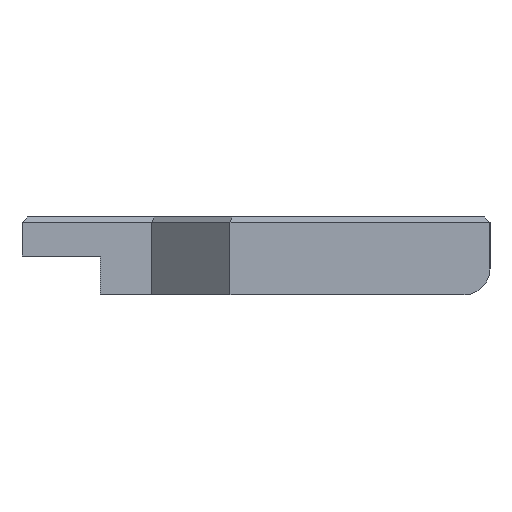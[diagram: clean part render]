
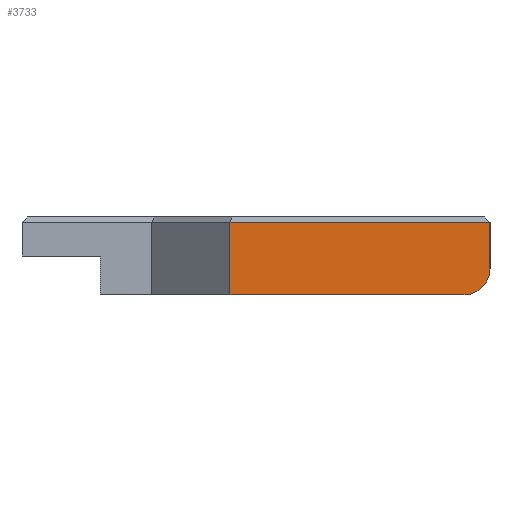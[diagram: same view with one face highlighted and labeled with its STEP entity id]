
A CAD part, left-side view. The second image highlights one B-rep face of the part: STEP entity #3733.
In plain terms, the highlighted planar face has unit normal (-1, 0, 0).
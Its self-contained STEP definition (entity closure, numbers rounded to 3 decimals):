
#179=CIRCLE('',#3972,2.);
#476=FACE_OUTER_BOUND('',#705,.T.);
#705=EDGE_LOOP('',(#3327,#3328,#3329,#3330,#3331));
#816=LINE('',#5226,#1187);
#845=LINE('',#5302,#1216);
#863=LINE('',#5362,#1234);
#1091=LINE('',#6778,#1462);
#1187=VECTOR('',#4120,10.);
#1216=VECTOR('',#4183,10.);
#1234=VECTOR('',#4235,10.);
#1462=VECTOR('',#4777,10.);
#1585=VERTEX_POINT('',#5219);
#1587=VERTEX_POINT('',#5225);
#1610=VERTEX_POINT('',#5299);
#1611=VERTEX_POINT('',#5301);
#1636=VERTEX_POINT('',#5361);
#1937=EDGE_CURVE('',#1587,#1585,#816,.T.);
#1973=EDGE_CURVE('',#1611,#1610,#845,.T.);
#2003=EDGE_CURVE('',#1585,#1636,#863,.T.);
#2331=EDGE_CURVE('',#1587,#1611,#1091,.T.);
#2332=EDGE_CURVE('',#1610,#1636,#179,.T.);
#3327=ORIENTED_EDGE('',*,*,#1937,.F.);
#3328=ORIENTED_EDGE('',*,*,#2331,.T.);
#3329=ORIENTED_EDGE('',*,*,#1973,.T.);
#3330=ORIENTED_EDGE('',*,*,#2332,.T.);
#3331=ORIENTED_EDGE('',*,*,#2003,.F.);
#3539=PLANE('',#3971);
#3733=ADVANCED_FACE('',(#476),#3539,.F.);
#3971=AXIS2_PLACEMENT_3D('',#6777,#4775,#4776);
#3972=AXIS2_PLACEMENT_3D('',#6779,#4778,#4779);
#4120=DIRECTION('',(0.,-1.,0.));
#4183=DIRECTION('',(0.,-1.,0.));
#4235=DIRECTION('',(0.,0.,-1.));
#4775=DIRECTION('center_axis',(1.,0.,0.));
#4776=DIRECTION('ref_axis',(0.,-1.,0.));
#4777=DIRECTION('',(0.,0.,-1.));
#4778=DIRECTION('center_axis',(-1.,0.,0.));
#4779=DIRECTION('ref_axis',(0.,-0.707,-0.707));
#5219=CARTESIAN_POINT('',(-186.,-277.5,-0.4));
#5225=CARTESIAN_POINT('',(-186.,-257.5,-0.4));
#5226=CARTESIAN_POINT('',(-186.,-262.5,-0.4));
#5299=CARTESIAN_POINT('',(-186.,-275.5,-6.));
#5301=CARTESIAN_POINT('',(-186.,-257.5,-6.));
#5302=CARTESIAN_POINT('',(-186.,-257.5,-6.));
#5361=CARTESIAN_POINT('',(-186.,-277.5,-4.));
#5362=CARTESIAN_POINT('',(-186.,-277.5,0.));
#6777=CARTESIAN_POINT('Origin',(-186.,-257.5,0.));
#6778=CARTESIAN_POINT('',(-186.,-257.5,0.));
#6779=CARTESIAN_POINT('Origin',(-186.,-275.5,-4.));
